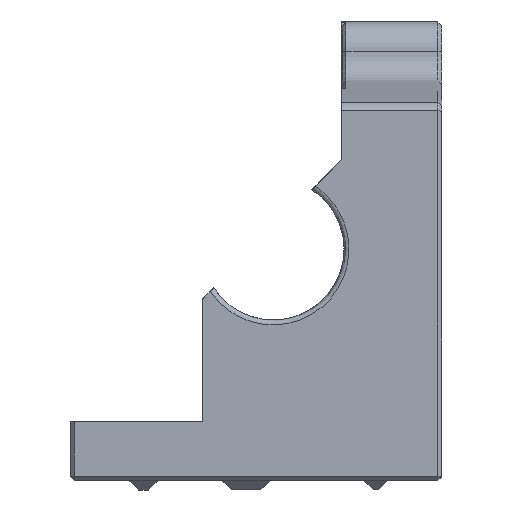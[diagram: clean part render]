
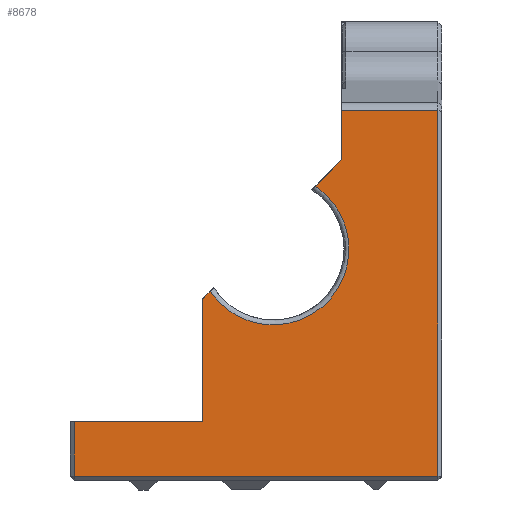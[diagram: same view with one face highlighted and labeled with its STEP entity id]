
A CAD part, front view. The second image highlights one B-rep face of the part: STEP entity #8678.
In plain terms, the highlighted planar face has unit normal (0, -1, 0).
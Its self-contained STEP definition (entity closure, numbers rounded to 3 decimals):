
#303 = ORIENTED_EDGE ( 'NONE', *, *, #6814, .T. ) ;
#333 = ORIENTED_EDGE ( 'NONE', *, *, #3562, .T. ) ;
#461 = ORIENTED_EDGE ( 'NONE', *, *, #9213, .T. ) ;
#470 = VECTOR ( 'NONE', #10605, 1000. ) ;
#732 = VERTEX_POINT ( 'NONE', #11173 ) ;
#792 = ORIENTED_EDGE ( 'NONE', *, *, #11588, .T. ) ;
#808 = CARTESIAN_POINT ( 'NONE',  ( 0.4, -51.75, 38. ) ) ;
#815 = EDGE_CURVE ( 'NONE', #5125, #1114, #6294, .T. ) ;
#816 = VERTEX_POINT ( 'NONE', #4573 ) ;
#855 = CARTESIAN_POINT ( 'NONE',  ( 46.847, -51.75, 0.4 ) ) ;
#976 = ORIENTED_EDGE ( 'NONE', *, *, #9695, .T. ) ;
#1059 = PLANE ( 'NONE',  #9077 ) ;
#1114 = VERTEX_POINT ( 'NONE', #4077 ) ;
#1117 = EDGE_CURVE ( 'NONE', #2960, #8013, #10333, .T. ) ;
#1411 = LINE ( 'NONE', #7114, #8026 ) ;
#1632 = LINE ( 'NONE', #808, #7568 ) ;
#2056 = CARTESIAN_POINT ( 'NONE',  ( 37.791, -51.75, 10.25 ) ) ;
#2178 = ORIENTED_EDGE ( 'NONE', *, *, #6947, .F. ) ;
#2424 = CARTESIAN_POINT ( 'NONE',  ( 46.847, -51.75, 10.25 ) ) ;
#2811 = VERTEX_POINT ( 'NONE', #7239 ) ;
#2818 = VECTOR ( 'NONE', #3722, 1000. ) ;
#2862 = DIRECTION ( 'NONE',  ( 0., -1., 0. ) ) ;
#2960 = VERTEX_POINT ( 'NONE', #3068 ) ;
#3068 = CARTESIAN_POINT ( 'NONE',  ( 32.746, -51.75, 10.25 ) ) ;
#3562 = EDGE_CURVE ( 'NONE', #732, #11546, #7313, .T. ) ;
#3575 = CARTESIAN_POINT ( 'NONE',  ( 37.791, -51.75, 0. ) ) ;
#3605 = CARTESIAN_POINT ( 'NONE',  ( 6., -51.75, 38. ) ) ;
#3722 = DIRECTION ( 'NONE',  ( 1., 0., 0. ) ) ;
#3791 = ORIENTED_EDGE ( 'NONE', *, *, #10354, .F. ) ;
#3904 = DIRECTION ( 'NONE',  ( 0., 0., 1. ) ) ;
#4077 = CARTESIAN_POINT ( 'NONE',  ( 18.496, -51.75, 24.5 ) ) ;
#4243 = VECTOR ( 'NONE', #12106, 1000. ) ;
#4456 = LINE ( 'NONE', #8364, #4243 ) ;
#4573 = CARTESIAN_POINT ( 'NONE',  ( 6., -51.75, 37.6 ) ) ;
#4627 = LINE ( 'NONE', #10373, #6088 ) ;
#4897 = EDGE_LOOP ( 'NONE', ( #10432, #2178, #461, #6821, #5538, #3791, #976, #303, #333, #792 ) ) ;
#5125 = VERTEX_POINT ( 'NONE', #6472 ) ;
#5150 = DIRECTION ( 'NONE',  ( 0., 1., 0. ) ) ;
#5274 = CIRCLE ( 'NONE', #9785, 7.75 ) ;
#5397 = DIRECTION ( 'NONE',  ( 0.707, 0., -0.707 ) ) ;
#5538 = ORIENTED_EDGE ( 'NONE', *, *, #815, .F. ) ;
#6088 = VECTOR ( 'NONE', #10424, 1000. ) ;
#6211 = DIRECTION ( 'NONE',  ( 0., 0., 1. ) ) ;
#6294 = LINE ( 'NONE', #10096, #2818 ) ;
#6328 = DIRECTION ( 'NONE',  ( 0., 0., 1. ) ) ;
#6472 = CARTESIAN_POINT ( 'NONE',  ( 6., -51.75, 24.5 ) ) ;
#6814 = EDGE_CURVE ( 'NONE', #11340, #732, #1632, .T. ) ;
#6821 = ORIENTED_EDGE ( 'NONE', *, *, #9280, .F. ) ;
#6947 = EDGE_CURVE ( 'NONE', #2811, #2960, #4456, .T. ) ;
#7114 = CARTESIAN_POINT ( 'NONE',  ( 25.921, -51.75, 17.074 ) ) ;
#7239 = CARTESIAN_POINT ( 'NONE',  ( 30.064, -51.75, 12.932 ) ) ;
#7313 = LINE ( 'NONE', #855, #10151 ) ;
#7339 = DIRECTION ( 'NONE',  ( 0., 0., -1. ) ) ;
#7568 = VECTOR ( 'NONE', #10932, 1000. ) ;
#7674 = CARTESIAN_POINT ( 'NONE',  ( 23.626, -51.75, 17.248 ) ) ;
#7687 = FACE_OUTER_BOUND ( 'NONE', #4897, .T. ) ;
#8013 = VERTEX_POINT ( 'NONE', #2056 ) ;
#8026 = VECTOR ( 'NONE', #5397, 1000. ) ;
#8166 = DIRECTION ( 'NONE',  ( 1., 0., 0. ) ) ;
#8364 = CARTESIAN_POINT ( 'NONE',  ( 25.921, -51.75, 17.074 ) ) ;
#8428 = CARTESIAN_POINT ( 'NONE',  ( 0.4, -51.75, 37.6 ) ) ;
#8678 = ADVANCED_FACE ( 'NONE', ( #7687 ), #1059, .T. ) ;
#9077 = AXIS2_PLACEMENT_3D ( 'NONE', #11235, #2862, #3904 ) ;
#9137 = CARTESIAN_POINT ( 'NONE',  ( 37.791, -51.75, 0.4 ) ) ;
#9213 = EDGE_CURVE ( 'NONE', #2811, #10809, #5274, .T. ) ;
#9280 = EDGE_CURVE ( 'NONE', #1114, #10809, #1411, .T. ) ;
#9293 = VECTOR ( 'NONE', #7339, 1000. ) ;
#9695 = EDGE_CURVE ( 'NONE', #816, #11340, #4627, .T. ) ;
#9785 = AXIS2_PLACEMENT_3D ( 'NONE', #7674, #5150, #6328 ) ;
#10010 = LINE ( 'NONE', #3575, #11923 ) ;
#10096 = CARTESIAN_POINT ( 'NONE',  ( 46.847, -51.75, 24.5 ) ) ;
#10151 = VECTOR ( 'NONE', #8166, 1000. ) ;
#10333 = LINE ( 'NONE', #2424, #470 ) ;
#10354 = EDGE_CURVE ( 'NONE', #816, #5125, #11991, .T. ) ;
#10373 = CARTESIAN_POINT ( 'NONE',  ( 46.847, -51.75, 37.6 ) ) ;
#10424 = DIRECTION ( 'NONE',  ( -1., 0., 0. ) ) ;
#10432 = ORIENTED_EDGE ( 'NONE', *, *, #1117, .F. ) ;
#10605 = DIRECTION ( 'NONE',  ( 1., 0., 0. ) ) ;
#10809 = VERTEX_POINT ( 'NONE', #11970 ) ;
#10932 = DIRECTION ( 'NONE',  ( 0., 0., -1. ) ) ;
#11173 = CARTESIAN_POINT ( 'NONE',  ( 0.4, -51.75, 0.4 ) ) ;
#11235 = CARTESIAN_POINT ( 'NONE',  ( 46.847, -51.75, 38. ) ) ;
#11340 = VERTEX_POINT ( 'NONE', #8428 ) ;
#11546 = VERTEX_POINT ( 'NONE', #9137 ) ;
#11588 = EDGE_CURVE ( 'NONE', #11546, #8013, #10010, .T. ) ;
#11923 = VECTOR ( 'NONE', #6211, 1000. ) ;
#11970 = CARTESIAN_POINT ( 'NONE',  ( 19.311, -51.75, 23.685 ) ) ;
#11991 = LINE ( 'NONE', #3605, #9293 ) ;
#12106 = DIRECTION ( 'NONE',  ( 0.707, 0., -0.707 ) ) ;
